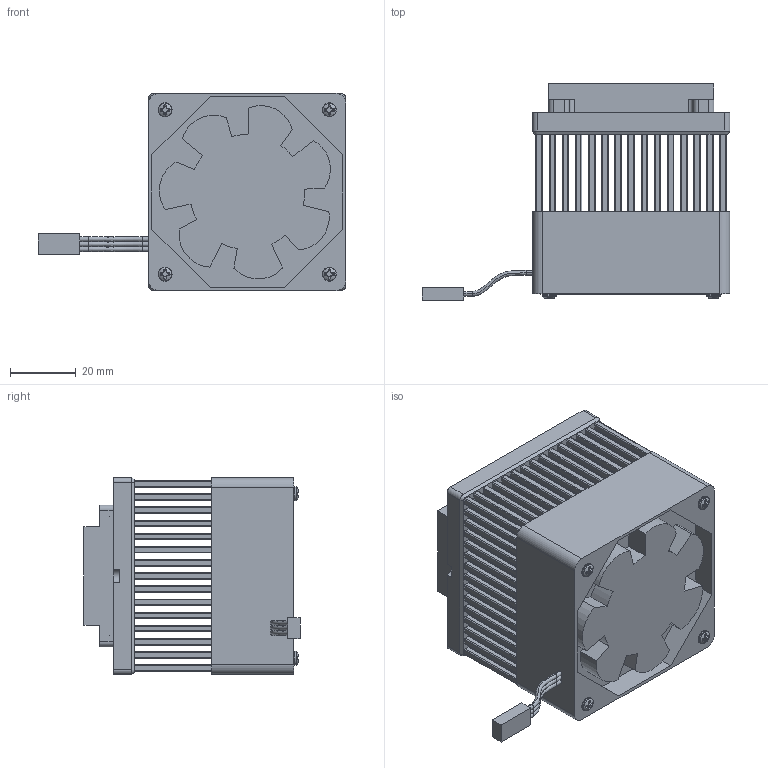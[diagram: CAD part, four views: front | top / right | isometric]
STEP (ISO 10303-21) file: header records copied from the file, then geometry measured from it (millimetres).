
FILE_DESCRIPTION (( 'STEP AP214' ), '1' );
FILE_NAME ('UA-45-1.STEP', '2023-06-26T19:20:18', ( '' ), ( '' ), 'SwSTEP 2.0', 'SolidWorks 2021', '' );
FILE_SCHEMA (( 'AUTOMOTIVE_DESIGN' ));
Length unit declared in the file: inch
Products named in the file (1): UA-45-1
Bounding box: 93.64 x 65.8 x 60 mm (x, y, z)
Volume: 137828.8 mm3; surface area: 73465.2 mm2
Topology: 11 solids, 11 shells, 2966 faces, 7971 edges, 5272 vertices
Faces by surface type: cylinder 1532, plane 1294, cone 88, bspline 28, torus 16, sphere 8
Entity records: 139995 total; most frequent: CARTESIAN_POINT 27524, ORIENTED_EDGE 15926, DIRECTION 15145, EDGE_CURVE 7963, AXIS2_PLACEMENT_3D 5299, VERTEX_POINT 5272, VECTOR 4547, LINE 4547
